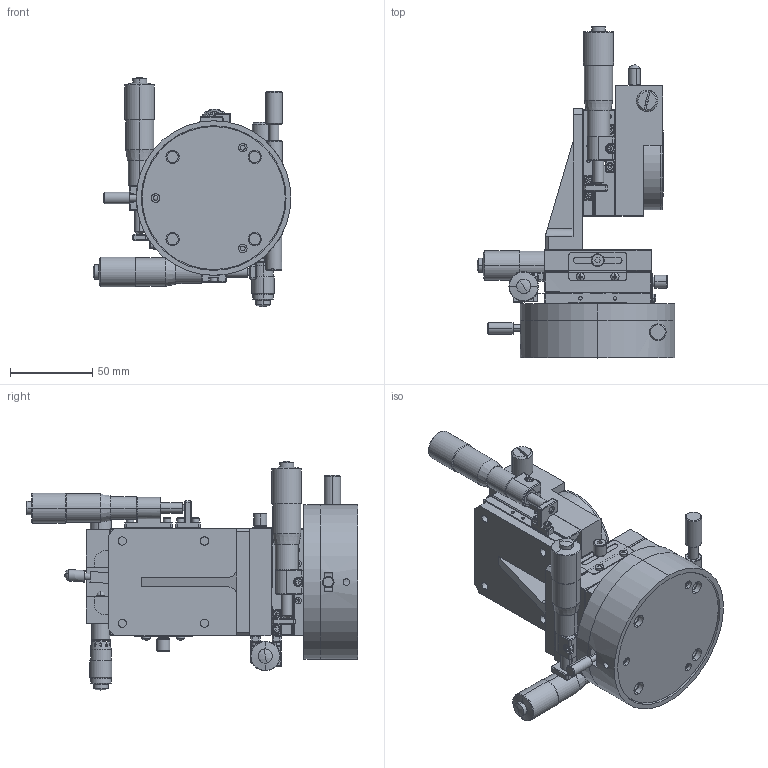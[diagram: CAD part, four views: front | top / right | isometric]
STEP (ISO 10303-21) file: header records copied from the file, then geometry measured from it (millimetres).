
FILE_DESCRIPTION (( 'STEP AP203' ), '1' );
FILE_NAME ('GCM-920502M.STEP', '2019-05-29T05:19:34', ( '' ), ( '' ), 'SwSTEP 2.0', 'SolidWorks 2015', '' );
FILE_SCHEMA (( 'CONFIG_CONTROL_DESIGN' ));
Length unit declared in the file: millimetre
Products named in the file (1): GCM-920502M
Bounding box: 120.37 x 201.74 x 139.37 mm (x, y, z)
Surface area: 158853 mm2 (no closed solid volume)
Topology: 0 solids, 80 shells, 1118 faces, 4008 edges, 2869 vertices
Faces by surface type: plane 501, cylinder 381, cone 173, bspline 55, sphere 6, torus 2
Entity records: 49892 total; most frequent: CARTESIAN_POINT 16818, DIRECTION 6679, ORIENTED_EDGE 6278, EDGE_CURVE 3985, VERTEX_POINT 2869, AXIS2_PLACEMENT_3D 2318, VECTOR 2043, LINE 2043
